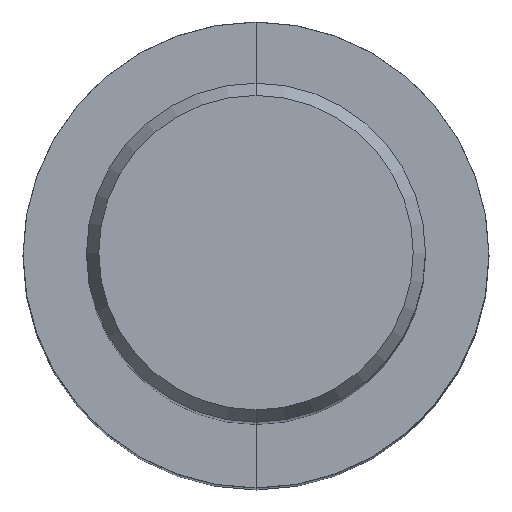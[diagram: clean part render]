
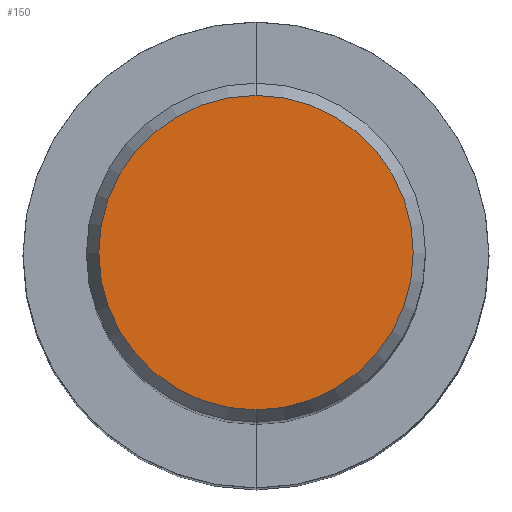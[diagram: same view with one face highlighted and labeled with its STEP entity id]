
A CAD part, top view. The second image highlights one B-rep face of the part: STEP entity #150.
In plain terms, the highlighted planar face has unit normal (0, 0, 1).
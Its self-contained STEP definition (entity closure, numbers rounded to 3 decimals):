
#102=VERTEX_POINT('',#217);
#150=ADVANCED_FACE('',(#272),#273,.T.);
#158=VERTEX_POINT('',#282);
#166=EDGE_CURVE('',#158,#102,#292,.T.);
#168=EDGE_CURVE('',#102,#158,#294,.T.);
#217=CARTESIAN_POINT('',(0.,-5.892,0.01));
#272=FACE_OUTER_BOUND('',#411,.T.);
#273=PLANE('',#412);
#282=CARTESIAN_POINT('',(0.0,5.892,0.01));
#292=CIRCLE('',#433,5.892);
#294=CIRCLE('',#436,5.892);
#411=EDGE_LOOP('',(#534,#535));
#412=AXIS2_PLACEMENT_3D('',#536,#537,#538);
#433=AXIS2_PLACEMENT_3D('',#566,#567,#568);
#436=AXIS2_PLACEMENT_3D('',#569,#570,#571);
#534=ORIENTED_EDGE('',*,*,#166,.F.);
#535=ORIENTED_EDGE('',*,*,#168,.F.);
#536=CARTESIAN_POINT('',(0.0,2.946,0.01));
#537=DIRECTION('',(-0.0,0.0,1.0));
#538=DIRECTION('',(0.0,-1.0,0.0));
#566=CARTESIAN_POINT('',(0.0,0.0,0.01));
#567=DIRECTION('',(0.0,0.0,-1.0));
#568=DIRECTION('',(0.0,1.0,0.0));
#569=CARTESIAN_POINT('',(0.0,0.0,0.01));
#570=DIRECTION('',(0.0,0.0,-1.0));
#571=DIRECTION('',(0.0,1.0,0.0));
